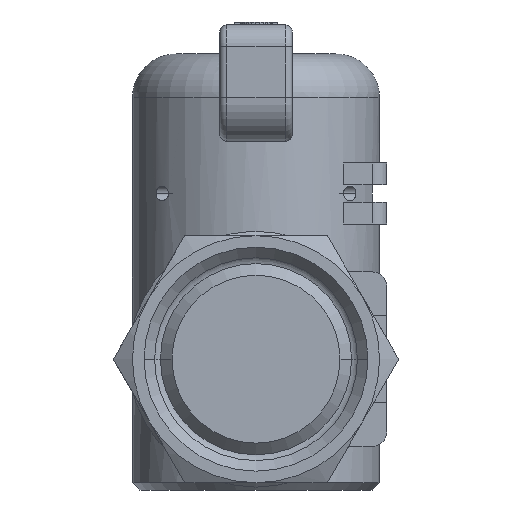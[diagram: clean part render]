
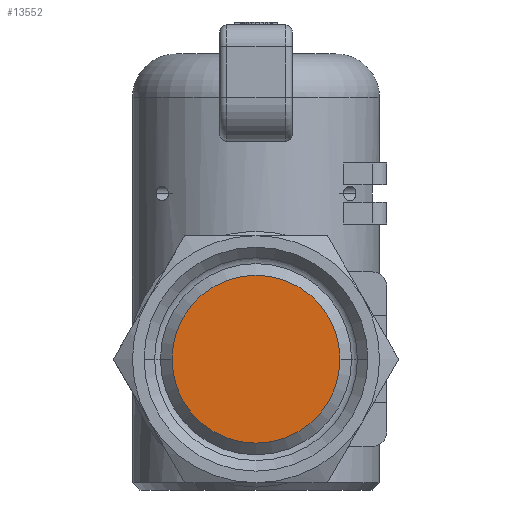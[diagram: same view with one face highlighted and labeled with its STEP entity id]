
A CAD part, front view. The second image highlights one B-rep face of the part: STEP entity #13552.
In plain terms, the highlighted face is planar.
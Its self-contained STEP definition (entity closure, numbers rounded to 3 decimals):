
#12724=CARTESIAN_POINT('',(20.558,5.73,24.0));
#12725=VERTEX_POINT('',#12724);
#12733=CARTESIAN_POINT('',(32.115,5.73,24.0));
#12734=VERTEX_POINT('',#12733);
#12741=CARTESIAN_POINT('',(26.337,5.73,24.0));
#12742=DIRECTION('',(0.0,0.0,-1.0));
#12743=DIRECTION('',(-1.0,0.0,0.0));
#12744=AXIS2_PLACEMENT_3D('',#12741,#12742,#12743);
#12745=CIRCLE('',#12744,5.778);
#12746=EDGE_CURVE('',#12734,#12725,#12745,.T.);
#13513=CARTESIAN_POINT('',(26.337,5.73,24.0));
#13514=DIRECTION('',(0.0,0.0,-1.0));
#13515=DIRECTION('',(-1.0,0.0,0.0));
#13516=AXIS2_PLACEMENT_3D('',#13513,#13514,#13515);
#13517=CIRCLE('',#13516,5.778);
#13518=EDGE_CURVE('',#12725,#12734,#13517,.T.);
#13543=CARTESIAN_POINT('',(26.337,5.73,24.0));
#13544=DIRECTION('',(0.0,0.0,1.0));
#13545=DIRECTION('',(1.0,0.0,0.0));
#13546=AXIS2_PLACEMENT_3D('',#13543,#13544,#13545);
#13547=PLANE('',#13546);
#13548=ORIENTED_EDGE('',*,*,#12746,.F.);
#13549=ORIENTED_EDGE('',*,*,#13518,.F.);
#13550=EDGE_LOOP('',(#13548,#13549));
#13551=FACE_OUTER_BOUND('',#13550,.T.);
#13552=ADVANCED_FACE('',(#13551),#13547,.T.);
